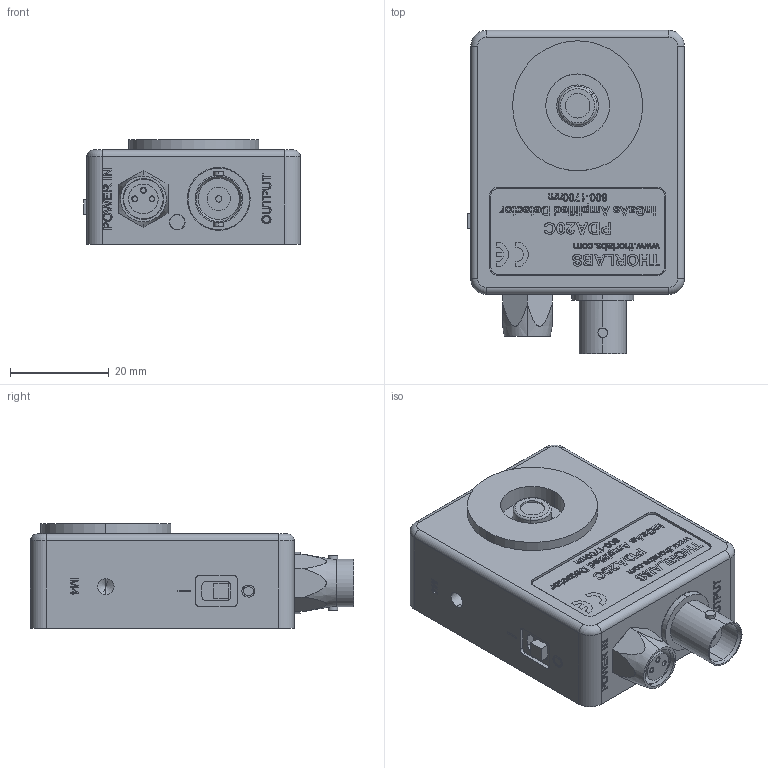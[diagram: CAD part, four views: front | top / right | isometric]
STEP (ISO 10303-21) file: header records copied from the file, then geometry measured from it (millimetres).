
FILE_DESCRIPTION (( 'STEP AP214' ), '1' );
FILE_NAME ('PDA20C.STEP', '2009-11-05T15:41:47', ( 'Mackowiak' ), ( 'Thorlabs GmbH' ), 'SwSTEP 2.0', 'SolidWorks 2009', '' );
FILE_SCHEMA (( 'AUTOMOTIVE_DESIGN' ));
Length unit declared in the file: millimetre
Products named in the file (12): LED-3mm; S2386-18K-Hamamatsu; M0092-0575-0A-(M4)-Gehäuse_Etching; PDA20C; M0094-264-000-0A-Leiterplatte_Default; M0092-0430-0A-Deckel_Default; Schalter-01_Off; PDA20C-Schild-01_Metric; Flat Head Screw_AM_B18.6.7M - M2 x 0.4 x 6 Type I Cross Recessed FHMS --6N; Socket Head Cap Screw_DIN_DIN 912 M2 x 4 --- 4N; BNCBuchse-01_Default; RKMF-01-3polig_RKMF4
Assembly tree (16 placements, depth 2):
  PDA20C
    PDA20C-Schild-01_Metric
    Socket Head Cap Screw_DIN_DIN 912 M2 x 4 --- 4N  x3
    S2386-18K-Hamamatsu
    BNCBuchse-01_Default
    Flat Head Screw_AM_B18.6.7M - M2 x 0.4 x 6 Type I Cross Recessed FHMS --6N  x4
    M0092-0575-0A-(M4)-Gehäuse_Etching
    RKMF-01-3polig_RKMF4
    M0094-264-000-0A-Leiterplatte_Default
    LED-3mm
    M0092-0430-0A-Deckel_Default
    Schalter-01_Off
Bounding box: 43.84 x 65.3 x 21.08 mm (x, y, z)
Volume: 22330.5 mm3; surface area: 24336.9 mm2
Topology: 16 solids, 17 shells, 1833 faces, 4727 edges, 3085 vertices
Faces by surface type: plane 1002, bspline 473, cylinder 270, cone 68, torus 20
Entity records: 108186 total; most frequent: CARTESIAN_POINT 51633, ORIENTED_EDGE 8926, DIRECTION 6595, EDGE_CURVE 4463, VERTEX_POINT 2947, VECTOR 2933, LINE 2933, EDGE_LOOP 1922
